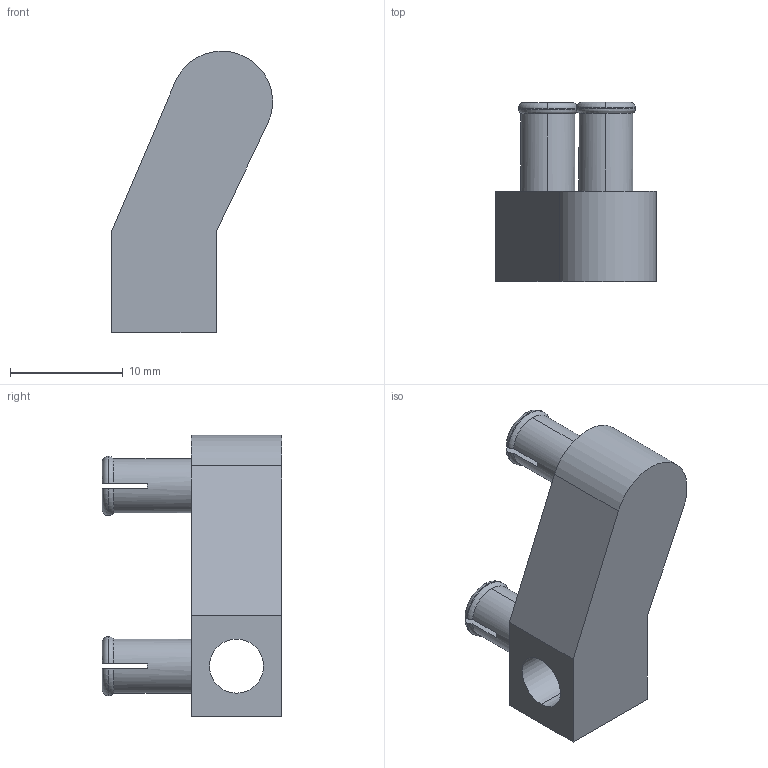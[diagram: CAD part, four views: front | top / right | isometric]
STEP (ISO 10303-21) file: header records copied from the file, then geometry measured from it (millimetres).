
FILE_DESCRIPTION (( 'STEP AP203' ), '1' );
FILE_NAME ('DirectionTabsLH.STEP', '2025-08-30T23:01:28', ( '' ), ( '' ), 'SwSTEP 2.0', 'SolidWorks 2025', '' );
FILE_SCHEMA (( 'CONFIG_CONTROL_DESIGN' ));
Length unit declared in the file: millimetre
Products named in the file (1): DirectionTabsLH
Bounding box: 14.29 x 15.9 x 25 mm (x, y, z)
Volume: 1800.8 mm3; surface area: 1471.6 mm2
Topology: 1 solids, 1 shells, 57 faces, 152 edges, 100 vertices
Faces by surface type: plane 26, cylinder 19, torus 12
Entity records: 1913 total; most frequent: CARTESIAN_POINT 374, DIRECTION 318, ORIENTED_EDGE 304, EDGE_CURVE 152, AXIS2_PLACEMENT_3D 124, VERTEX_POINT 100, VECTOR 70, LINE 70
